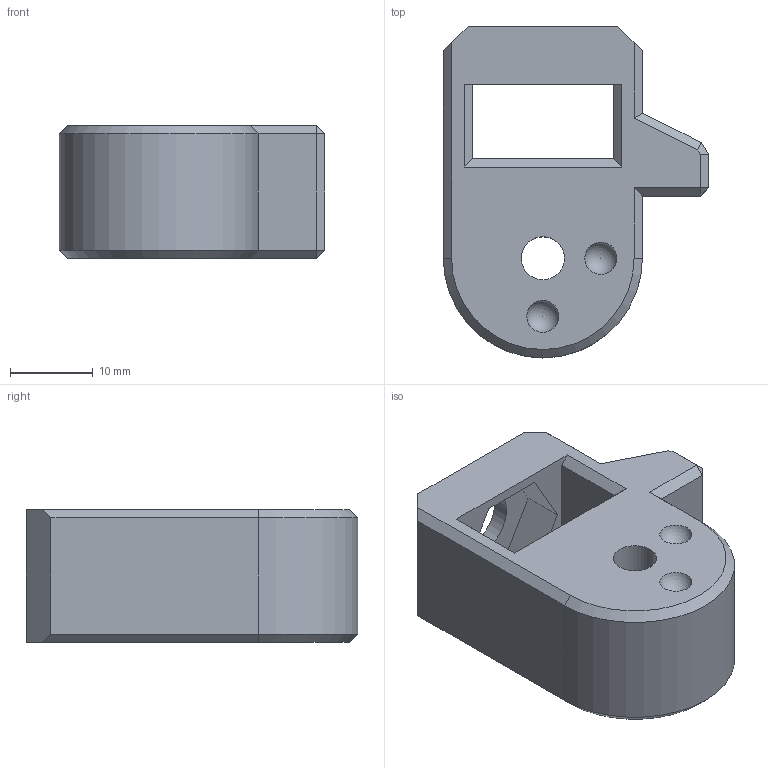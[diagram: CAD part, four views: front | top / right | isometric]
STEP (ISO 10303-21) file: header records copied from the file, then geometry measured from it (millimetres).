
FILE_DESCRIPTION(('FreeCAD Model'),'2;1');
FILE_NAME('Open CASCADE Shape Model','2023-01-18T11:22:23',('Author'),( ''),'Open CASCADE STEP processor 7.5','FreeCAD','Unknown');
FILE_SCHEMA(('AUTOMOTIVE_DESIGN { 1 0 10303 214 1 1 1 1 }'));
Length unit declared in the file: millimetre
Products named in the file (1): pivot
Bounding box: 32 x 40 x 16 mm (x, y, z)
Volume: 11374.3 mm3; surface area: 4720.5 mm2
Topology: 1 solids, 1 shells, 55 faces, 138 edges, 86 vertices
Faces by surface type: plane 46, sphere 4, cylinder 3, cone 2
Full cylindrical faces by diameter (mm): 5.2 x1, 8.2 x1
Entity records: 3357 total; most frequent: CARTESIAN_POINT 592, DIRECTION 507, LINE 358, VECTOR 358, ORIENTED_EDGE 268, PCURVE 268, DEFINITIONAL_REPRESENTATION 268, EDGE_CURVE 134
